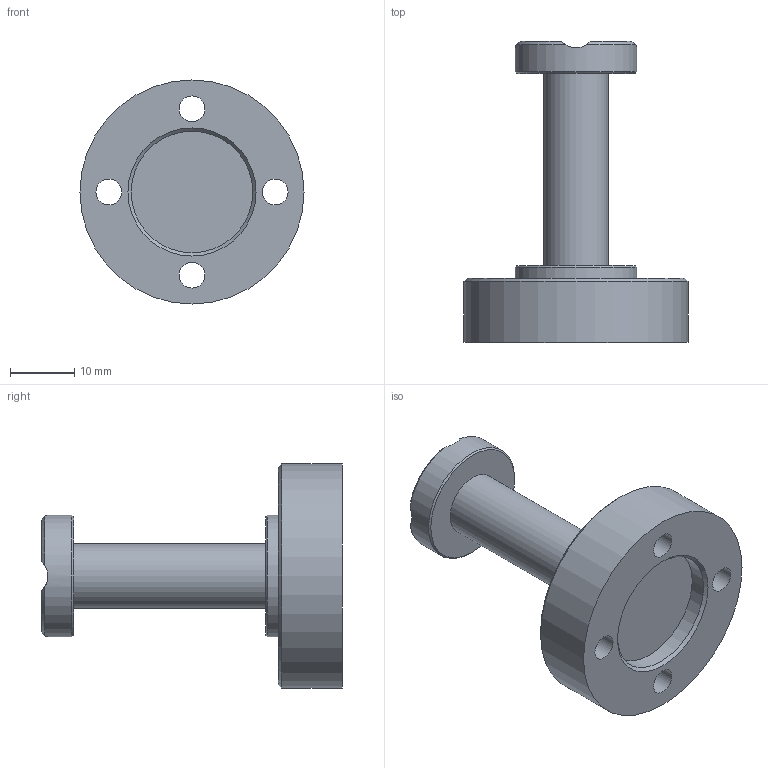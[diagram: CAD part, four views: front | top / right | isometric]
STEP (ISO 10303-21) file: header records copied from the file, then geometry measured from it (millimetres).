
FILE_DESCRIPTION(/* description */ (''),/* implementation_level */ '2;1');
FILE_NAME(/* name */ 'Solenoid.stp',/* time_stamp */ '2021-10-28T09:53:50+02:00',/* author */ ('Teo'),/* organization */ (''),/* preprocessor_version */ 'ST-DEVELOPER v18.1',/* originating_system */ 'Autodesk Inventor 2022',/* authorisation */ '');
FILE_SCHEMA (('AUTOMOTIVE_DESIGN { 1 0 10303 214 3 1 1 }'));
Length unit declared in the file: millimetre
Products named in the file (1): Solenoid
Bounding box: 35 x 47 x 35 mm (x, y, z)
Volume: 12057.6 mm3; surface area: 5450.1 mm2
Topology: 1 solids, 1 shells, 38 faces, 90 edges, 58 vertices
Faces by surface type: cylinder 17, plane 13, cone 8
Full cylindrical faces by diameter (mm): 4 x4, 7 x4, 10 x1, 19 x3, 35 x1
Entity records: 1226 total; most frequent: CARTESIAN_POINT 264, DIRECTION 207, ORIENTED_EDGE 180, AXIS2_PLACEMENT_3D 91, EDGE_CURVE 90, VERTEX_POINT 58, EDGE_LOOP 50, CIRCLE 48
